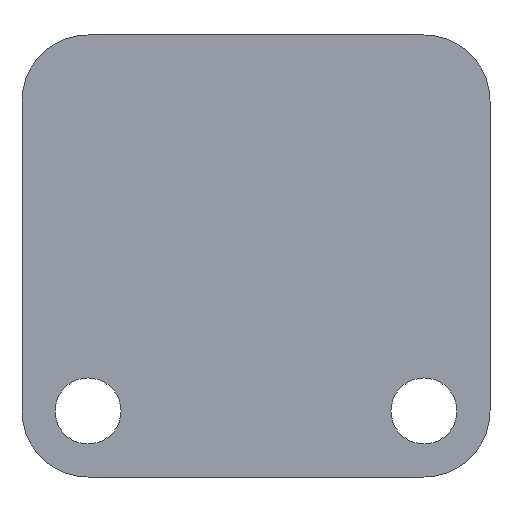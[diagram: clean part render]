
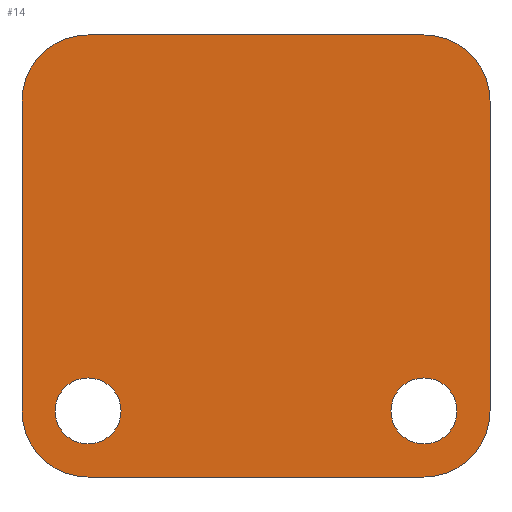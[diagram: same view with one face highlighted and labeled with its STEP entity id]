
A CAD part, front view. The second image highlights one B-rep face of the part: STEP entity #14.
In plain terms, the highlighted planar face has unit normal (0, -1, 0).
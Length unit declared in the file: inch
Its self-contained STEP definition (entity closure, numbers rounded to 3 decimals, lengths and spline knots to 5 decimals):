
#1 = CARTESIAN_POINT ( 'NONE',  ( 0.1, 0., -0.61929 ) ) ;
#5 = EDGE_CURVE ( 'NONE', #149, #204, #372, .T. ) ;
#7 = CIRCLE ( 'NONE', #292, 0.05 ) ;
#14 = ADVANCED_FACE ( 'NONE', ( #33, #310, #375 ), #231, .T. ) ;
#17 = VECTOR ( 'NONE', #230, 39.37008 ) ;
#18 = DIRECTION ( 'NONE',  ( 0., 0., -1. ) ) ;
#21 = AXIS2_PLACEMENT_3D ( 'NONE', #281, #126, #48 ) ;
#26 = DIRECTION ( 'NONE',  ( -1., 0., 0. ) ) ;
#33 = FACE_BOUND ( 'NONE', #71, .T. ) ;
#38 = CARTESIAN_POINT ( 'NONE',  ( 0.60866, 0., -0.51929 ) ) ;
#43 = VERTEX_POINT ( 'NONE', #38 ) ;
#48 = DIRECTION ( 'NONE',  ( 0., 0., -1. ) ) ;
#51 = DIRECTION ( 'NONE',  ( 0., 0., -1. ) ) ;
#53 = EDGE_CURVE ( 'NONE', #160, #121, #460, .T. ) ;
#57 = AXIS2_PLACEMENT_3D ( 'NONE', #356, #287, #211 ) ;
#66 = CARTESIAN_POINT ( 'NONE',  ( 0.1, 0., -0.1 ) ) ;
#71 = EDGE_LOOP ( 'NONE', ( #87, #249 ) ) ;
#87 = ORIENTED_EDGE ( 'NONE', *, *, #118, .T. ) ;
#91 = AXIS2_PLACEMENT_3D ( 'NONE', #282, #425, #18 ) ;
#97 = VERTEX_POINT ( 'NONE', #1 ) ;
#104 = DIRECTION ( 'NONE',  ( 0., -1., 0. ) ) ;
#112 = CARTESIAN_POINT ( 'NONE',  ( 0.60866, 0., 0. ) ) ;
#113 = EDGE_CURVE ( 'NONE', #194, #43, #7, .T. ) ;
#114 = CARTESIAN_POINT ( 'NONE',  ( 0., 0., 0. ) ) ;
#117 = DIRECTION ( 'NONE',  ( 0., 1., 0. ) ) ;
#118 = EDGE_CURVE ( 'NONE', #295, #97, #446, .T. ) ;
#121 = VERTEX_POINT ( 'NONE', #112 ) ;
#125 = LINE ( 'NONE', #172, #366 ) ;
#126 = DIRECTION ( 'NONE',  ( 0., -1., 0. ) ) ;
#128 = CARTESIAN_POINT ( 'NONE',  ( 0.60866, 0., -0.66929 ) ) ;
#139 = ORIENTED_EDGE ( 'NONE', *, *, #258, .T. ) ;
#149 = VERTEX_POINT ( 'NONE', #225 ) ;
#150 = AXIS2_PLACEMENT_3D ( 'NONE', #243, #355, #162 ) ;
#154 = DIRECTION ( 'NONE',  ( 0., 0., -1. ) ) ;
#160 = VERTEX_POINT ( 'NONE', #342 ) ;
#162 = DIRECTION ( 'NONE',  ( 0., 0., 1. ) ) ;
#172 = CARTESIAN_POINT ( 'NONE',  ( 0.70866, 0., 0. ) ) ;
#173 = EDGE_CURVE ( 'NONE', #43, #194, #273, .T. ) ;
#182 = CARTESIAN_POINT ( 'NONE',  ( 0., 0., -0.66929 ) ) ;
#186 = EDGE_CURVE ( 'NONE', #97, #295, #386, .T. ) ;
#187 = AXIS2_PLACEMENT_3D ( 'NONE', #454, #117, #462 ) ;
#194 = VERTEX_POINT ( 'NONE', #239 ) ;
#196 = CIRCLE ( 'NONE', #434, 0.1 ) ;
#202 = CIRCLE ( 'NONE', #91, 0.1 ) ;
#204 = VERTEX_POINT ( 'NONE', #468 ) ;
#207 = DIRECTION ( 'NONE',  ( 0., 0., -1. ) ) ;
#211 = DIRECTION ( 'NONE',  ( 0., 0., -1. ) ) ;
#217 = DIRECTION ( 'NONE',  ( 0., 0., -1. ) ) ;
#221 = ORIENTED_EDGE ( 'NONE', *, *, #341, .F. ) ;
#225 = CARTESIAN_POINT ( 'NONE',  ( 0., 0., -0.56929 ) ) ;
#230 = DIRECTION ( 'NONE',  ( 1., 0., 0. ) ) ;
#231 = PLANE ( 'NONE',  #414 ) ;
#238 = EDGE_CURVE ( 'NONE', #246, #461, #245, .T. ) ;
#239 = CARTESIAN_POINT ( 'NONE',  ( 0.60866, 0., -0.61929 ) ) ;
#243 = CARTESIAN_POINT ( 'NONE',  ( 0.1, 0., -0.56929 ) ) ;
#245 = CIRCLE ( 'NONE', #430, 0.1 ) ;
#246 = VERTEX_POINT ( 'NONE', #128 ) ;
#247 = CARTESIAN_POINT ( 'NONE',  ( 0.1, 0., -0.66929 ) ) ;
#248 = EDGE_CURVE ( 'NONE', #272, #461, #125, .T. ) ;
#249 = ORIENTED_EDGE ( 'NONE', *, *, #186, .T. ) ;
#258 = EDGE_CURVE ( 'NONE', #272, #121, #202, .T. ) ;
#265 = DIRECTION ( 'NONE',  ( 0., -1., 0. ) ) ;
#270 = ORIENTED_EDGE ( 'NONE', *, *, #464, .T. ) ;
#272 = VERTEX_POINT ( 'NONE', #395 ) ;
#273 = CIRCLE ( 'NONE', #57, 0.05 ) ;
#281 = CARTESIAN_POINT ( 'NONE',  ( 0.1, 0., -0.56929 ) ) ;
#282 = CARTESIAN_POINT ( 'NONE',  ( 0.60866, 0., -0.1 ) ) ;
#287 = DIRECTION ( 'NONE',  ( 0., 1., 0. ) ) ;
#292 = AXIS2_PLACEMENT_3D ( 'NONE', #311, #303, #154 ) ;
#295 = VERTEX_POINT ( 'NONE', #484 ) ;
#303 = DIRECTION ( 'NONE',  ( 0., 1., 0. ) ) ;
#310 = FACE_BOUND ( 'NONE', #335, .T. ) ;
#311 = CARTESIAN_POINT ( 'NONE',  ( 0.60866, 0., -0.56929 ) ) ;
#322 = EDGE_LOOP ( 'NONE', ( #382, #139, #399, #459, #466, #270, #221, #343 ) ) ;
#323 = CARTESIAN_POINT ( 'NONE',  ( 0.60866, 0., -0.56929 ) ) ;
#333 = ORIENTED_EDGE ( 'NONE', *, *, #173, .T. ) ;
#335 = EDGE_LOOP ( 'NONE', ( #333, #393 ) ) ;
#337 = CARTESIAN_POINT ( 'NONE',  ( 0., 0., 0. ) ) ;
#341 = EDGE_CURVE ( 'NONE', #246, #416, #365, .T. ) ;
#342 = CARTESIAN_POINT ( 'NONE',  ( 0.1, 0., 0. ) ) ;
#343 = ORIENTED_EDGE ( 'NONE', *, *, #238, .T. ) ;
#348 = DIRECTION ( 'NONE',  ( 0., 0., 1. ) ) ;
#350 = DIRECTION ( 'NONE',  ( 0., 0., -1. ) ) ;
#353 = CARTESIAN_POINT ( 'NONE',  ( 0.70866, 0., -0.56929 ) ) ;
#355 = DIRECTION ( 'NONE',  ( 0., 1., 0. ) ) ;
#356 = CARTESIAN_POINT ( 'NONE',  ( 0.60866, 0., -0.56929 ) ) ;
#365 = LINE ( 'NONE', #182, #391 ) ;
#366 = VECTOR ( 'NONE', #51, 39.37008 ) ;
#372 = LINE ( 'NONE', #337, #456 ) ;
#375 = FACE_OUTER_BOUND ( 'NONE', #322, .T. ) ;
#377 = CARTESIAN_POINT ( 'NONE',  ( 0., 0., 0. ) ) ;
#382 = ORIENTED_EDGE ( 'NONE', *, *, #248, .F. ) ;
#386 = CIRCLE ( 'NONE', #150, 0.05 ) ;
#391 = VECTOR ( 'NONE', #26, 39.37008 ) ;
#393 = ORIENTED_EDGE ( 'NONE', *, *, #113, .T. ) ;
#395 = CARTESIAN_POINT ( 'NONE',  ( 0.70866, 0., -0.1 ) ) ;
#399 = ORIENTED_EDGE ( 'NONE', *, *, #53, .F. ) ;
#412 = EDGE_CURVE ( 'NONE', #160, #204, #196, .T. ) ;
#414 = AXIS2_PLACEMENT_3D ( 'NONE', #114, #265, #350 ) ;
#416 = VERTEX_POINT ( 'NONE', #247 ) ;
#425 = DIRECTION ( 'NONE',  ( 0., -1., 0. ) ) ;
#430 = AXIS2_PLACEMENT_3D ( 'NONE', #323, #467, #207 ) ;
#434 = AXIS2_PLACEMENT_3D ( 'NONE', #66, #104, #217 ) ;
#446 = CIRCLE ( 'NONE', #187, 0.05 ) ;
#451 = CIRCLE ( 'NONE', #21, 0.1 ) ;
#454 = CARTESIAN_POINT ( 'NONE',  ( 0.1, 0., -0.56929 ) ) ;
#456 = VECTOR ( 'NONE', #348, 39.37008 ) ;
#459 = ORIENTED_EDGE ( 'NONE', *, *, #412, .T. ) ;
#460 = LINE ( 'NONE', #377, #17 ) ;
#461 = VERTEX_POINT ( 'NONE', #353 ) ;
#462 = DIRECTION ( 'NONE',  ( 0., 0., 1. ) ) ;
#464 = EDGE_CURVE ( 'NONE', #149, #416, #451, .T. ) ;
#466 = ORIENTED_EDGE ( 'NONE', *, *, #5, .F. ) ;
#467 = DIRECTION ( 'NONE',  ( 0., -1., 0. ) ) ;
#468 = CARTESIAN_POINT ( 'NONE',  ( 0., 0., -0.1 ) ) ;
#484 = CARTESIAN_POINT ( 'NONE',  ( 0.1, 0., -0.51929 ) ) ;
